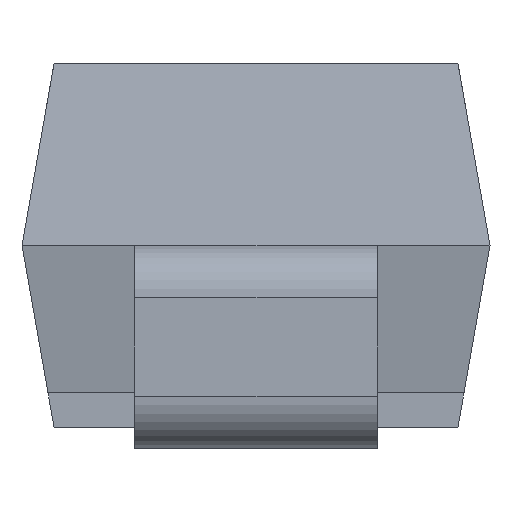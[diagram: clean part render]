
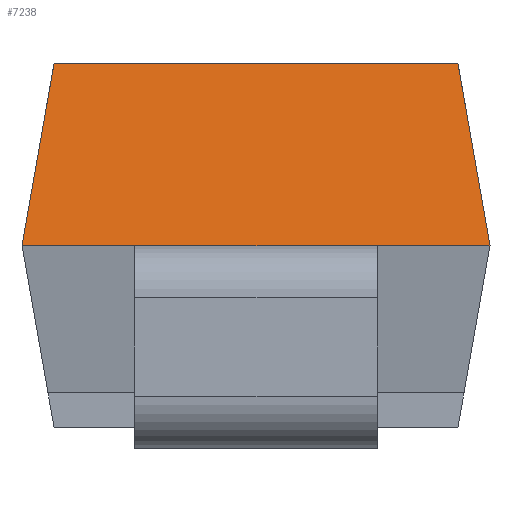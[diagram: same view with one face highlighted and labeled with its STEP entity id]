
A CAD part, left-side view. The second image highlights one B-rep face of the part: STEP entity #7238.
In plain terms, the highlighted planar face has unit normal (-0.985, 0, 0.174).
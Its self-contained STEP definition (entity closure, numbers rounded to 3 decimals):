
#384 = LINE ( 'NONE', #14716, #19838 ) ;
#500 = EDGE_CURVE ( 'NONE', #18363, #2453, #19154, .T. ) ;
#724 = VERTEX_POINT ( 'NONE', #19528 ) ;
#1306 = EDGE_CURVE ( 'NONE', #2145, #3586, #5410, .T. ) ;
#2112 = ORIENTED_EDGE ( 'NONE', *, *, #11734, .F. ) ;
#2145 = VERTEX_POINT ( 'NONE', #16640 ) ;
#2288 = VECTOR ( 'NONE', #14907, 1000. ) ;
#2407 = DIRECTION ( 'NONE',  ( 0.174, 0., 0.985 ) ) ;
#2453 = VERTEX_POINT ( 'NONE', #13331 ) ;
#3586 = VERTEX_POINT ( 'NONE', #4591 ) ;
#3717 = LINE ( 'NONE', #9983, #7314 ) ;
#4113 = AXIS2_PLACEMENT_3D ( 'NONE', #16612, #12004, #2407 ) ;
#4356 = VERTEX_POINT ( 'NONE', #6956 ) ;
#4591 = CARTESIAN_POINT ( 'NONE',  ( -2.15, -1.35, 0. ) ) ;
#5059 = VECTOR ( 'NONE', #17748, 1000. ) ;
#5103 = CARTESIAN_POINT ( 'NONE',  ( -2.15, 1.35, 0. ) ) ;
#5410 = LINE ( 'NONE', #8482, #17061 ) ;
#6956 = CARTESIAN_POINT ( 'NONE',  ( -2.15, 1.35, 0. ) ) ;
#7238 = ADVANCED_FACE ( 'NONE', ( #18144 ), #8586, .T. ) ;
#7314 = VECTOR ( 'NONE', #16257, 1000. ) ;
#7475 = ORIENTED_EDGE ( 'NONE', *, *, #7748, .T. ) ;
#7748 = EDGE_CURVE ( 'NONE', #4356, #18363, #11297, .T. ) ;
#8482 = CARTESIAN_POINT ( 'NONE',  ( -2.15, -1.35, 0. ) ) ;
#8586 = PLANE ( 'NONE',  #4113 ) ;
#8603 = LINE ( 'NONE', #17759, #2288 ) ;
#9562 = VECTOR ( 'NONE', #11396, 1000. ) ;
#9573 = ORIENTED_EDGE ( 'NONE', *, *, #17743, .T. ) ;
#9983 = CARTESIAN_POINT ( 'NONE',  ( -1.965, 1.35, 1.05 ) ) ;
#10439 = EDGE_LOOP ( 'NONE', ( #7475, #16964, #9573, #16807, #2112, #14439 ) ) ;
#11297 = LINE ( 'NONE', #13134, #5059 ) ;
#11396 = DIRECTION ( 'NONE',  ( 0., -1., 0. ) ) ;
#11734 = EDGE_CURVE ( 'NONE', #724, #2145, #3717, .T. ) ;
#12004 = DIRECTION ( 'NONE',  ( -0.985, 0., 0.174 ) ) ;
#13134 = CARTESIAN_POINT ( 'NONE',  ( -2.15, 1.35, 0. ) ) ;
#13331 = CARTESIAN_POINT ( 'NONE',  ( -2.15, -0.7, 0. ) ) ;
#13757 = CARTESIAN_POINT ( 'NONE',  ( -2.15, 0.7, 0. ) ) ;
#14439 = ORIENTED_EDGE ( 'NONE', *, *, #16486, .T. ) ;
#14716 = CARTESIAN_POINT ( 'NONE',  ( -2.15, 1.35, 0. ) ) ;
#14907 = DIRECTION ( 'NONE',  ( -0.171, 0.171, -0.97 ) ) ;
#16257 = DIRECTION ( 'NONE',  ( 0., -1., 0. ) ) ;
#16299 = DIRECTION ( 'NONE',  ( -0.171, -0.171, -0.97 ) ) ;
#16486 = EDGE_CURVE ( 'NONE', #724, #4356, #8603, .T. ) ;
#16612 = CARTESIAN_POINT ( 'NONE',  ( -2.15, 1.35, 0. ) ) ;
#16640 = CARTESIAN_POINT ( 'NONE',  ( -1.965, -1.165, 1.05 ) ) ;
#16807 = ORIENTED_EDGE ( 'NONE', *, *, #1306, .F. ) ;
#16964 = ORIENTED_EDGE ( 'NONE', *, *, #500, .T. ) ;
#17061 = VECTOR ( 'NONE', #16299, 1000. ) ;
#17743 = EDGE_CURVE ( 'NONE', #2453, #3586, #384, .T. ) ;
#17748 = DIRECTION ( 'NONE',  ( 0., -1., 0. ) ) ;
#17759 = CARTESIAN_POINT ( 'NONE',  ( -2.15, 1.35, 0. ) ) ;
#17772 = DIRECTION ( 'NONE',  ( 0., -1., 0. ) ) ;
#18144 = FACE_OUTER_BOUND ( 'NONE', #10439, .T. ) ;
#18363 = VERTEX_POINT ( 'NONE', #13757 ) ;
#19154 = LINE ( 'NONE', #5103, #9562 ) ;
#19528 = CARTESIAN_POINT ( 'NONE',  ( -1.965, 1.165, 1.05 ) ) ;
#19838 = VECTOR ( 'NONE', #17772, 1000. ) ;
